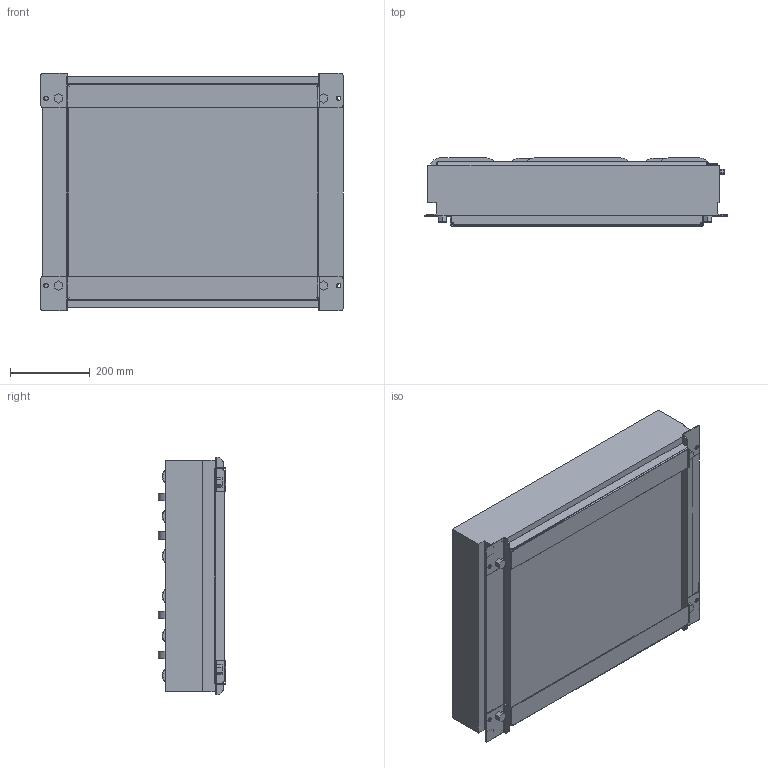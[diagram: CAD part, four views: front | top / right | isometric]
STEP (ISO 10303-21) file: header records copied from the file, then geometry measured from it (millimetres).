
FILE_DESCRIPTION(/* description */ (''),/* implementation_level */ '2;1');
FILE_NAME(/* name */ 'C完成品_Shrinkwrap_1.stp',/* time_stamp */ '2020-12-29T16:19:50+09:00',/* author */ ('y-kakiuchi'),/* organization */ (''),/* preprocessor_version */ 'ST-DEVELOPER v16.1',/* originating_system */ 'Autodesk Inventor 2016',/* authorisation */ '');
FILE_SCHEMA (('AUTOMOTIVE_DESIGN { 1 0 10303 214 3 1 1 }'));
Length unit declared in the file: millimetre
Products named in the file (1): C完成品_Shrinkwrap_1
Bounding box: 758.3 x 170 x 597 mm (x, y, z)
Volume: 54675203.5 mm3; surface area: 1610974 mm2
Topology: 1 solids, 1 shells, 682 faces, 1984 edges, 1310 vertices
Faces by surface type: plane 260, cylinder 164, torus 138, cone 120
Full cylindrical faces by diameter (mm): 11 x4
Entity records: 26254 total; most frequent: CARTESIAN_POINT 9011, ORIENTED_EDGE 3928, DIRECTION 3392, EDGE_CURVE 1964, VERTEX_POINT 1300, AXIS2_PLACEMENT_3D 1285, LINE 822, VECTOR 822
